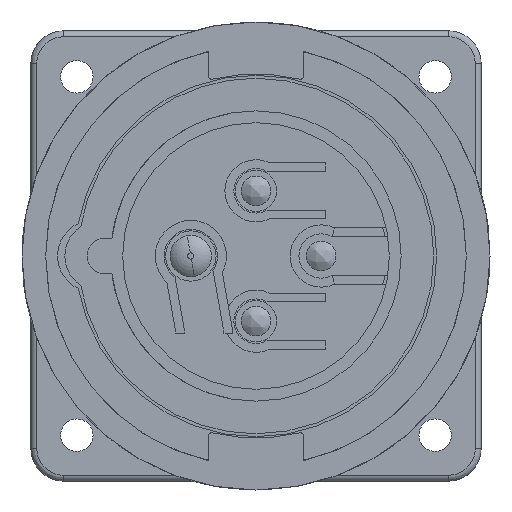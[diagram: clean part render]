
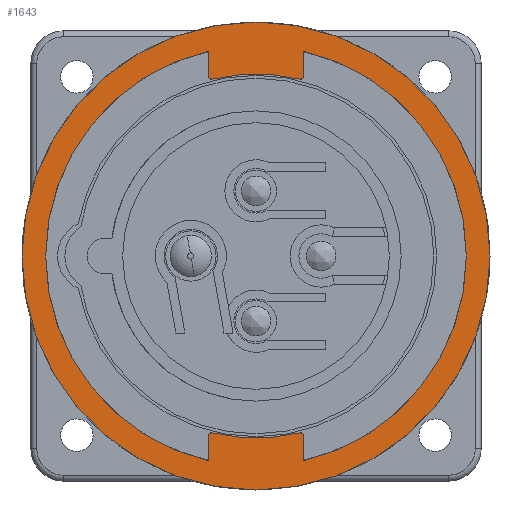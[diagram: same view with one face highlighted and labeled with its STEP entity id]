
A CAD part, left-side view. The second image highlights one B-rep face of the part: STEP entity #1643.
In plain terms, the highlighted planar face has unit normal (-1, 0, 0).
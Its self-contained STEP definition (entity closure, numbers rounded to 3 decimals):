
#73 = CARTESIAN_POINT ( 'NONE',  ( 36., 0., 0. ) ) ;
#130 = EDGE_CURVE ( 'NONE', #26607, #26421, #4973, .T. ) ;
#319 = CARTESIAN_POINT ( 'NONE',  ( 36., -7.38, 29.851 ) ) ;
#1331 = EDGE_CURVE ( 'NONE', #26421, #22539, #4990, .T. ) ;
#1514 = CARTESIAN_POINT ( 'NONE',  ( 36., 35.5, 0. ) ) ;
#1614 = AXIS2_PLACEMENT_3D ( 'NONE', #12771, #8169, #3270 ) ;
#1643 = ADVANCED_FACE ( 'NONE', ( #26747, #22630 ), #8024, .T. ) ;
#1836 = CARTESIAN_POINT ( 'NONE',  ( 36., -35.5, 0. ) ) ;
#1900 = CARTESIAN_POINT ( 'NONE',  ( 36., 0., 0. ) ) ;
#1959 = CARTESIAN_POINT ( 'NONE',  ( 36., 7.5, -30.337 ) ) ;
#2127 = EDGE_CURVE ( 'NONE', #10674, #18314, #31373, .T. ) ;
#2416 = DIRECTION ( 'NONE',  ( -1., 0., 0. ) ) ;
#2446 = DIRECTION ( 'NONE',  ( 1., 0., 0. ) ) ;
#2452 = DIRECTION ( 'NONE',  ( 0., -1., 0. ) ) ;
#2633 = VERTEX_POINT ( 'NONE', #19196 ) ;
#3029 = CARTESIAN_POINT ( 'NONE',  ( 36., 7.38, -29.851 ) ) ;
#3270 = DIRECTION ( 'NONE',  ( 0., -1., 0. ) ) ;
#3377 = CARTESIAN_POINT ( 'NONE',  ( 36., -8., -30.337 ) ) ;
#3750 = CARTESIAN_POINT ( 'NONE',  ( 36., 39.5, 0. ) ) ;
#3968 = VERTEX_POINT ( 'NONE', #30437 ) ;
#4043 = CARTESIAN_POINT ( 'NONE',  ( 36., -7.38, -29.851 ) ) ;
#4182 = DIRECTION ( 'NONE',  ( 0., 1., 0. ) ) ;
#4183 = CARTESIAN_POINT ( 'NONE',  ( 36., 0., 0. ) ) ;
#4335 = VERTEX_POINT ( 'NONE', #5637 ) ;
#4362 = ORIENTED_EDGE ( 'NONE', *, *, #8484, .T. ) ;
#4733 = DIRECTION ( 'NONE',  ( 0., 1., 0. ) ) ;
#4973 = CIRCLE ( 'NONE', #29732, 0.5 ) ;
#4984 = CIRCLE ( 'NONE', #8972, 30.75 ) ;
#4990 = CIRCLE ( 'NONE', #19147, 30.75 ) ;
#5637 = CARTESIAN_POINT ( 'NONE',  ( 36., 8., -34.587 ) ) ;
#5750 = EDGE_CURVE ( 'NONE', #18434, #4335, #11044, .T. ) ;
#5808 = DIRECTION ( 'NONE',  ( 0., -1., 0. ) ) ;
#5839 = CARTESIAN_POINT ( 'NONE',  ( 36., 0., 0. ) ) ;
#5933 = AXIS2_PLACEMENT_3D ( 'NONE', #10907, #22835, #20590 ) ;
#6066 = ORIENTED_EDGE ( 'NONE', *, *, #16877, .T. ) ;
#6162 = EDGE_CURVE ( 'NONE', #18314, #26607, #21330, .T. ) ;
#6219 = CIRCLE ( 'NONE', #29472, 35.5 ) ;
#6431 = LINE ( 'NONE', #25453, #20405 ) ;
#6498 = VERTEX_POINT ( 'NONE', #4043 ) ;
#6755 = VERTEX_POINT ( 'NONE', #17646 ) ;
#7377 = DIRECTION ( 'NONE',  ( 1., 0., 0. ) ) ;
#7576 = EDGE_LOOP ( 'NONE', ( #24868, #16430 ) ) ;
#7659 = ORIENTED_EDGE ( 'NONE', *, *, #19009, .T. ) ;
#7853 = CARTESIAN_POINT ( 'NONE',  ( 36., 8., 30.337 ) ) ;
#7878 = VERTEX_POINT ( 'NONE', #1836 ) ;
#7890 = CARTESIAN_POINT ( 'NONE',  ( 36., 7.5, 30.337 ) ) ;
#8016 = AXIS2_PLACEMENT_3D ( 'NONE', #5839, #22795, #15175 ) ;
#8024 = PLANE ( 'NONE',  #8016 ) ;
#8169 = DIRECTION ( 'NONE',  ( -1., 0., 0. ) ) ;
#8297 = EDGE_CURVE ( 'NONE', #3968, #6755, #9327, .T. ) ;
#8484 = EDGE_CURVE ( 'NONE', #15356, #6498, #23142, .T. ) ;
#8670 = DIRECTION ( 'NONE',  ( 0., -1., 0. ) ) ;
#8972 = AXIS2_PLACEMENT_3D ( 'NONE', #14646, #2446, #24319 ) ;
#9010 = ORIENTED_EDGE ( 'NONE', *, *, #22784, .T. ) ;
#9327 = LINE ( 'NONE', #26342, #21103 ) ;
#10073 = CARTESIAN_POINT ( 'NONE',  ( 36., -7.5, 30.337 ) ) ;
#10405 = DIRECTION ( 'NONE',  ( 1., 0., 0. ) ) ;
#10512 = ORIENTED_EDGE ( 'NONE', *, *, #23445, .T. ) ;
#10604 = CARTESIAN_POINT ( 'NONE',  ( 36., 7.38, 29.851 ) ) ;
#10674 = VERTEX_POINT ( 'NONE', #1514 ) ;
#10907 = CARTESIAN_POINT ( 'NONE',  ( 36., -7.5, -30.337 ) ) ;
#11044 = LINE ( 'NONE', #18528, #16566 ) ;
#11216 = DIRECTION ( 'NONE',  ( 1., 0., 0. ) ) ;
#11669 = ORIENTED_EDGE ( 'NONE', *, *, #6162, .T. ) ;
#11997 = DIRECTION ( 'NONE',  ( -1., 0., 0. ) ) ;
#12255 = DIRECTION ( 'NONE',  ( 1., 0., 0. ) ) ;
#12273 = CARTESIAN_POINT ( 'NONE',  ( 36., -39.5, 0. ) ) ;
#12569 = CARTESIAN_POINT ( 'NONE',  ( 36., 0., 0. ) ) ;
#12722 = CIRCLE ( 'NONE', #1614, 39.5 ) ;
#12771 = CARTESIAN_POINT ( 'NONE',  ( 36., 0., 0. ) ) ;
#13158 = AXIS2_PLACEMENT_3D ( 'NONE', #12569, #12255, #2452 ) ;
#13189 = EDGE_LOOP ( 'NONE', ( #23582, #6066, #21208, #9010, #7659, #24495, #4362, #10512, #27635, #23158, #20403, #30423, #11669, #16857 ) ) ;
#13527 = EDGE_CURVE ( 'NONE', #2633, #15356, #6431, .T. ) ;
#13558 = AXIS2_PLACEMENT_3D ( 'NONE', #10073, #11997, #4733 ) ;
#14187 = CARTESIAN_POINT ( 'NONE',  ( 36., 8., 0. ) ) ;
#14646 = CARTESIAN_POINT ( 'NONE',  ( 36., 0., 0. ) ) ;
#14914 = VERTEX_POINT ( 'NONE', #3029 ) ;
#15175 = DIRECTION ( 'NONE',  ( 0., -1., 0. ) ) ;
#15191 = DIRECTION ( 'NONE',  ( -1., 0., 0. ) ) ;
#15341 = DIRECTION ( 'NONE',  ( 0., 1., 0. ) ) ;
#15356 = VERTEX_POINT ( 'NONE', #3377 ) ;
#16430 = ORIENTED_EDGE ( 'NONE', *, *, #24936, .T. ) ;
#16566 = VECTOR ( 'NONE', #30386, 1000. ) ;
#16857 = ORIENTED_EDGE ( 'NONE', *, *, #130, .T. ) ;
#16877 = EDGE_CURVE ( 'NONE', #22539, #3968, #23196, .T. ) ;
#17646 = CARTESIAN_POINT ( 'NONE',  ( 36., -8., 34.587 ) ) ;
#18314 = VERTEX_POINT ( 'NONE', #29138 ) ;
#18434 = VERTEX_POINT ( 'NONE', #23123 ) ;
#18528 = CARTESIAN_POINT ( 'NONE',  ( 36., 8., 0. ) ) ;
#19009 = EDGE_CURVE ( 'NONE', #7878, #2633, #22794, .T. ) ;
#19147 = AXIS2_PLACEMENT_3D ( 'NONE', #1900, #11216, #26148 ) ;
#19196 = CARTESIAN_POINT ( 'NONE',  ( 36., -8., -34.587 ) ) ;
#20316 = EDGE_CURVE ( 'NONE', #27582, #21308, #12722, .T. ) ;
#20403 = ORIENTED_EDGE ( 'NONE', *, *, #27222, .T. ) ;
#20405 = VECTOR ( 'NONE', #23243, 1000. ) ;
#20590 = DIRECTION ( 'NONE',  ( 0., 1., 0. ) ) ;
#20942 = DIRECTION ( 'NONE',  ( 0., 0., 1. ) ) ;
#21103 = VECTOR ( 'NONE', #20942, 1000. ) ;
#21208 = ORIENTED_EDGE ( 'NONE', *, *, #8297, .T. ) ;
#21264 = AXIS2_PLACEMENT_3D ( 'NONE', #73, #7377, #5808 ) ;
#21308 = VERTEX_POINT ( 'NONE', #3750 ) ;
#21330 = LINE ( 'NONE', #14187, #30742 ) ;
#21870 = CARTESIAN_POINT ( 'NONE',  ( 36., 0., 0. ) ) ;
#22200 = CIRCLE ( 'NONE', #30269, 35.5 ) ;
#22527 = DIRECTION ( 'NONE',  ( 1., 0., 0. ) ) ;
#22539 = VERTEX_POINT ( 'NONE', #319 ) ;
#22630 = FACE_OUTER_BOUND ( 'NONE', #7576, .T. ) ;
#22680 = CARTESIAN_POINT ( 'NONE',  ( 36., 0., 0. ) ) ;
#22784 = EDGE_CURVE ( 'NONE', #6755, #7878, #22200, .T. ) ;
#22794 = CIRCLE ( 'NONE', #21264, 35.5 ) ;
#22795 = DIRECTION ( 'NONE',  ( -1., 0., 0. ) ) ;
#22835 = DIRECTION ( 'NONE',  ( -1., 0., 0. ) ) ;
#23123 = CARTESIAN_POINT ( 'NONE',  ( 36., 8., -30.337 ) ) ;
#23142 = CIRCLE ( 'NONE', #5933, 0.5 ) ;
#23158 = ORIENTED_EDGE ( 'NONE', *, *, #5750, .T. ) ;
#23196 = CIRCLE ( 'NONE', #13558, 0.5 ) ;
#23243 = DIRECTION ( 'NONE',  ( 0., 0., 1. ) ) ;
#23445 = EDGE_CURVE ( 'NONE', #6498, #14914, #4984, .T. ) ;
#23582 = ORIENTED_EDGE ( 'NONE', *, *, #1331, .T. ) ;
#23948 = AXIS2_PLACEMENT_3D ( 'NONE', #1959, #2416, #4182 ) ;
#24276 = AXIS2_PLACEMENT_3D ( 'NONE', #4183, #25312, #27657 ) ;
#24319 = DIRECTION ( 'NONE',  ( 0., -1., 0. ) ) ;
#24495 = ORIENTED_EDGE ( 'NONE', *, *, #13527, .T. ) ;
#24868 = ORIENTED_EDGE ( 'NONE', *, *, #20316, .T. ) ;
#24936 = EDGE_CURVE ( 'NONE', #21308, #27582, #28318, .T. ) ;
#25312 = DIRECTION ( 'NONE',  ( -1., 0., 0. ) ) ;
#25453 = CARTESIAN_POINT ( 'NONE',  ( 36., -8., 0. ) ) ;
#26148 = DIRECTION ( 'NONE',  ( 0., -1., 0. ) ) ;
#26342 = CARTESIAN_POINT ( 'NONE',  ( 36., -8., 0. ) ) ;
#26421 = VERTEX_POINT ( 'NONE', #10604 ) ;
#26607 = VERTEX_POINT ( 'NONE', #7853 ) ;
#26747 = FACE_BOUND ( 'NONE', #13189, .T. ) ;
#27222 = EDGE_CURVE ( 'NONE', #4335, #10674, #6219, .T. ) ;
#27582 = VERTEX_POINT ( 'NONE', #12273 ) ;
#27635 = ORIENTED_EDGE ( 'NONE', *, *, #28809, .T. ) ;
#27657 = DIRECTION ( 'NONE',  ( 0., -1., 0. ) ) ;
#28318 = CIRCLE ( 'NONE', #24276, 39.5 ) ;
#28762 = DIRECTION ( 'NONE',  ( 0., 0., -1. ) ) ;
#28809 = EDGE_CURVE ( 'NONE', #14914, #18434, #29554, .T. ) ;
#29138 = CARTESIAN_POINT ( 'NONE',  ( 36., 8., 34.587 ) ) ;
#29472 = AXIS2_PLACEMENT_3D ( 'NONE', #22680, #22527, #8670 ) ;
#29554 = CIRCLE ( 'NONE', #23948, 0.5 ) ;
#29732 = AXIS2_PLACEMENT_3D ( 'NONE', #7890, #15191, #15341 ) ;
#29764 = DIRECTION ( 'NONE',  ( 0., -1., 0. ) ) ;
#30269 = AXIS2_PLACEMENT_3D ( 'NONE', #21870, #10405, #29764 ) ;
#30386 = DIRECTION ( 'NONE',  ( 0., 0., -1. ) ) ;
#30423 = ORIENTED_EDGE ( 'NONE', *, *, #2127, .T. ) ;
#30437 = CARTESIAN_POINT ( 'NONE',  ( 36., -8., 30.337 ) ) ;
#30742 = VECTOR ( 'NONE', #28762, 1000. ) ;
#31373 = CIRCLE ( 'NONE', #13158, 35.5 ) ;
